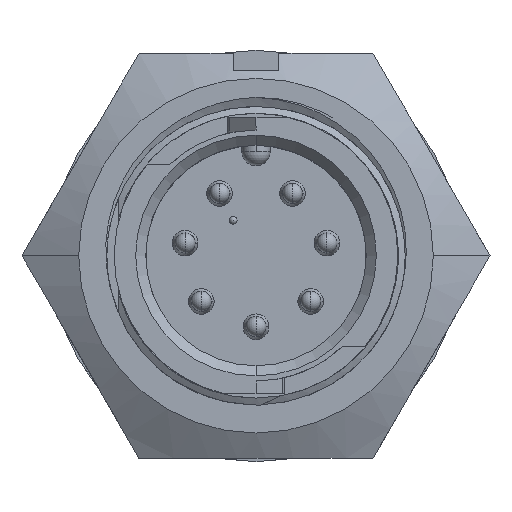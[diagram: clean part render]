
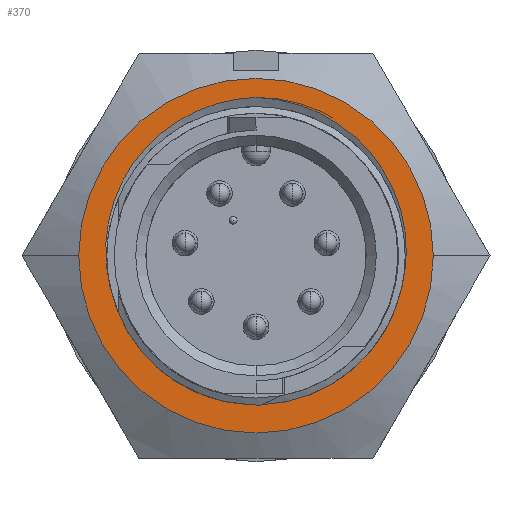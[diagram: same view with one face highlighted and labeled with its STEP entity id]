
A CAD part, top view. The second image highlights one B-rep face of the part: STEP entity #370.
In plain terms, the highlighted planar face has unit normal (0, 0, 1).
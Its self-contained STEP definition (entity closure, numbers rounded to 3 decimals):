
#40 = CARTESIAN_POINT ( 'NONE',  ( 0.277, -7.475, -4.648 ) ) ;
#177 = VECTOR ( 'NONE', #2533, 1000. ) ;
#207 = VERTEX_POINT ( 'NONE', #4438 ) ;
#361 = AXIS2_PLACEMENT_3D ( 'NONE', #9818, #4688, #10582 ) ;
#370 = ADVANCED_FACE ( 'NONE', ( #7805, #5802 ), #11878, .F. ) ;
#432 = VERTEX_POINT ( 'NONE', #1784 ) ;
#477 = CIRCLE ( 'NONE', #6469, 7.48 ) ;
#542 = CARTESIAN_POINT ( 'NONE',  ( 0.286, 7.929, -4.648 ) ) ;
#645 = CARTESIAN_POINT ( 'NONE',  ( 0., 0., -4.648 ) ) ;
#689 = EDGE_CURVE ( 'NONE', #10691, #9003, #477, .T. ) ;
#731 = CARTESIAN_POINT ( 'NONE',  ( -7.45, -0.91, -4.648 ) ) ;
#934 = CARTESIAN_POINT ( 'NONE',  ( 0.232, -7.496, -4.648 ) ) ;
#1019 = ORIENTED_EDGE ( 'NONE', *, *, #1750, .F. ) ;
#1138 = DIRECTION ( 'NONE',  ( -1., 0., 0. ) ) ;
#1258 = B_SPLINE_CURVE_WITH_KNOTS ( 'NONE', 3,
 ( #9805, #12565, #731, #8574, #9615, #8834, #8637, #5664, #11798, #9544, #10573, #3833, #4808, #11599, #10635, #7858, #3766, #7730, #6700, #3699 ),
 .UNSPECIFIED., .F., .F.,
 ( 4, 2, 2, 2, 2, 2, 2, 2, 2, 4 ),
 ( 0., 0.001, 0.002, 0.003, 0.005, 0.007, 0.009, 0.01, 0.012, 0.014 ),
 .UNSPECIFIED. ) ;
#1315 = CARTESIAN_POINT ( 'NONE',  ( 8.89, 0., -4.648 ) ) ;
#1330 = CARTESIAN_POINT ( 'NONE',  ( 0., 7.938, -4.648 ) ) ;
#1374 = CARTESIAN_POINT ( 'NONE',  ( -5.804, -10.294, -4.648 ) ) ;
#1558 = VERTEX_POINT ( 'NONE', #40 ) ;
#1583 = CARTESIAN_POINT ( 'NONE',  ( 5.55, 5.413, -4.648 ) ) ;
#1737 = EDGE_CURVE ( 'NONE', #7109, #207, #5135, .T. ) ;
#1750 = EDGE_CURVE ( 'NONE', #2123, #1558, #8364, .T. ) ;
#1784 = CARTESIAN_POINT ( 'NONE',  ( 0., 7.938, -4.648 ) ) ;
#1797 = ORIENTED_EDGE ( 'NONE', *, *, #10327, .T. ) ;
#2123 = VERTEX_POINT ( 'NONE', #5808 ) ;
#2426 = CARTESIAN_POINT ( 'NONE',  ( 2.242, 7.558, -4.648 ) ) ;
#2486 = CARTESIAN_POINT ( 'NONE',  ( 7.334, -1.47, -4.648 ) ) ;
#2533 = DIRECTION ( 'NONE',  ( 0.907, 0.421, 0. ) ) ;
#2613 = CARTESIAN_POINT ( 'NONE',  ( 6.557, 4.028, -4.648 ) ) ;
#3124 = CIRCLE ( 'NONE', #3333, 8.89 ) ;
#3202 = CARTESIAN_POINT ( 'NONE',  ( 0., 0., -4.648 ) ) ;
#3289 = CARTESIAN_POINT ( 'NONE',  ( -0.332, -7.473, -4.648 ) ) ;
#3333 = AXIS2_PLACEMENT_3D ( 'NONE', #11097, #9099, #1138 ) ;
#3453 = CARTESIAN_POINT ( 'NONE',  ( 7.537, 0.781, -4.648 ) ) ;
#3471 = AXIS2_PLACEMENT_3D ( 'NONE', #645, #3492, #11390 ) ;
#3492 = DIRECTION ( 'NONE',  ( 0., 0., -1. ) ) ;
#3510 = CARTESIAN_POINT ( 'NONE',  ( 7.466, -0.913, -4.648 ) ) ;
#3699 = CARTESIAN_POINT ( 'NONE',  ( 0., 7.938, -4.648 ) ) ;
#3766 = CARTESIAN_POINT ( 'NONE',  ( -2.248, 7.557, -4.648 ) ) ;
#3820 = EDGE_CURVE ( 'NONE', #207, #7109, #3124, .T. ) ;
#3833 = CARTESIAN_POINT ( 'NONE',  ( -5.552, 5.41, -4.648 ) ) ;
#4073 = B_SPLINE_CURVE_WITH_KNOTS ( 'NONE', 3,
 ( #7604, #5857, #10638, #934 ),
 .UNSPECIFIED., .F., .F.,
 ( 4, 4 ),
 ( 0.009, 0.01 ),
 .UNSPECIFIED. ) ;
#4421 = EDGE_CURVE ( 'NONE', #1558, #5783, #12419, .T. ) ;
#4427 = CARTESIAN_POINT ( 'NONE',  ( 6.255, 4.516, -4.648 ) ) ;
#4438 = CARTESIAN_POINT ( 'NONE',  ( -8.89, 0., -4.648 ) ) ;
#4547 = CARTESIAN_POINT ( 'NONE',  ( 7.047, 2.994, -4.648 ) ) ;
#4688 = DIRECTION ( 'NONE',  ( 0., 0., -1. ) ) ;
#4808 = CARTESIAN_POINT ( 'NONE',  ( -5.156, 5.813, -4.648 ) ) ;
#4922 = ORIENTED_EDGE ( 'NONE', *, *, #1737, .F. ) ;
#4998 = ORIENTED_EDGE ( 'NONE', *, *, #10133, .T. ) ;
#5135 = CIRCLE ( 'NONE', #3471, 8.89 ) ;
#5209 = DIRECTION ( 'NONE',  ( 0., 0., 1. ) ) ;
#5664 = CARTESIAN_POINT ( 'NONE',  ( -7.225, 2.475, -4.648 ) ) ;
#5783 = VERTEX_POINT ( 'NONE', #5899 ) ;
#5802 = FACE_BOUND ( 'NONE', #6969, .T. ) ;
#5808 = CARTESIAN_POINT ( 'NONE',  ( 0.232, -7.496, -4.648 ) ) ;
#5857 = CARTESIAN_POINT ( 'NONE',  ( -0.144, -7.488, -4.648 ) ) ;
#5899 = CARTESIAN_POINT ( 'NONE',  ( 7.334, -1.47, -4.648 ) ) ;
#6380 = CARTESIAN_POINT ( 'NONE',  ( 4.269, 6.536, -4.648 ) ) ;
#6469 = AXIS2_PLACEMENT_3D ( 'NONE', #3202, #5209, #10193 ) ;
#6700 = CARTESIAN_POINT ( 'NONE',  ( -0.572, 7.92, -4.648 ) ) ;
#6705 = DIRECTION ( 'NONE',  ( 1., 0., 0. ) ) ;
#6710 = EDGE_CURVE ( 'NONE', #9003, #2123, #4073, .T. ) ;
#6969 = EDGE_LOOP ( 'NONE', ( #7641, #12622, #1797, #4998, #12146, #1019 ) ) ;
#7109 = VERTEX_POINT ( 'NONE', #1315 ) ;
#7288 = CARTESIAN_POINT ( 'NONE',  ( 0.57, 7.904, -4.648 ) ) ;
#7355 = CARTESIAN_POINT ( 'NONE',  ( 1.136, 7.824, -4.648 ) ) ;
#7412 = CARTESIAN_POINT ( 'NONE',  ( 1.417, 7.769, -4.648 ) ) ;
#7539 = CARTESIAN_POINT ( 'NONE',  ( 2.774, 7.36, -4.648 ) ) ;
#7604 = CARTESIAN_POINT ( 'NONE',  ( -0.332, -7.473, -4.648 ) ) ;
#7606 = CARTESIAN_POINT ( 'NONE',  ( 0., 0., -4.648 ) ) ;
#7641 = ORIENTED_EDGE ( 'NONE', *, *, #6710, .F. ) ;
#7730 = CARTESIAN_POINT ( 'NONE',  ( -1.142, 7.839, -4.648 ) ) ;
#7805 = FACE_OUTER_BOUND ( 'NONE', #12572, .T. ) ;
#7858 = CARTESIAN_POINT ( 'NONE',  ( -2.787, 7.354, -4.648 ) ) ;
#8364 = LINE ( 'NONE', #1374, #177 ) ;
#8385 = CARTESIAN_POINT ( 'NONE',  ( 7.23, 2.457, -4.648 ) ) ;
#8574 = CARTESIAN_POINT ( 'NONE',  ( -7.517, -0.343, -4.648 ) ) ;
#8637 = CARTESIAN_POINT ( 'NONE',  ( -7.475, 1.358, -4.648 ) ) ;
#8834 = CARTESIAN_POINT ( 'NONE',  ( -7.536, 0.794, -4.648 ) ) ;
#9003 = VERTEX_POINT ( 'NONE', #3289 ) ;
#9016 = ORIENTED_EDGE ( 'NONE', *, *, #3820, .F. ) ;
#9099 = DIRECTION ( 'NONE',  ( 0., 0., -1. ) ) ;
#9355 = CARTESIAN_POINT ( 'NONE',  ( 5.145, 5.822, -4.648 ) ) ;
#9544 = CARTESIAN_POINT ( 'NONE',  ( -6.555, 4.03, -4.648 ) ) ;
#9615 = CARTESIAN_POINT ( 'NONE',  ( -7.534, -0.057, -4.648 ) ) ;
#9805 = CARTESIAN_POINT ( 'NONE',  ( -7.334, -1.47, -4.648 ) ) ;
#9818 = CARTESIAN_POINT ( 'NONE',  ( -5.866, -10.16, -4.648 ) ) ;
#10133 = EDGE_CURVE ( 'NONE', #432, #5783, #10518, .T. ) ;
#10162 = AXIS2_PLACEMENT_3D ( 'NONE', #7606, #10515, #6705 ) ;
#10193 = DIRECTION ( 'NONE',  ( 1., 0., 0. ) ) ;
#10303 = CARTESIAN_POINT ( 'NONE',  ( -7.334, -1.47, -4.648 ) ) ;
#10327 = EDGE_CURVE ( 'NONE', #10691, #432, #1258, .T. ) ;
#10448 = CARTESIAN_POINT ( 'NONE',  ( 3.795, 6.845, -4.648 ) ) ;
#10515 = DIRECTION ( 'NONE',  ( 0., 0., 1. ) ) ;
#10518 = B_SPLINE_CURVE_WITH_KNOTS ( 'NONE', 3,
 ( #1330, #542, #7288, #7355, #7412, #2426, #7539, #10448, #6380, #9355, #1583, #4427, #2613, #4547, #8385, #12319, #3453, #11347, #3510, #2486 ),
 .UNSPECIFIED., .F., .F.,
 ( 4, 2, 2, 2, 2, 2, 2, 2, 2, 4 ),
 ( 0., 0.001, 0.002, 0.003, 0.005, 0.007, 0.009, 0.01, 0.012, 0.014 ),
 .UNSPECIFIED. ) ;
#10573 = CARTESIAN_POINT ( 'NONE',  ( -6.251, 4.521, -4.648 ) ) ;
#10582 = DIRECTION ( 'NONE',  ( -1., 0., 0. ) ) ;
#10635 = CARTESIAN_POINT ( 'NONE',  ( -3.795, 6.844, -4.648 ) ) ;
#10638 = CARTESIAN_POINT ( 'NONE',  ( 0.044, -7.495, -4.648 ) ) ;
#10691 = VERTEX_POINT ( 'NONE', #10303 ) ;
#11097 = CARTESIAN_POINT ( 'NONE',  ( 0., 0., -4.648 ) ) ;
#11347 = CARTESIAN_POINT ( 'NONE',  ( 7.532, -0.351, -4.648 ) ) ;
#11390 = DIRECTION ( 'NONE',  ( -1., 0., 0. ) ) ;
#11599 = CARTESIAN_POINT ( 'NONE',  ( -4.27, 6.536, -4.648 ) ) ;
#11798 = CARTESIAN_POINT ( 'NONE',  ( -7.04, 3.009, -4.648 ) ) ;
#11878 = PLANE ( 'NONE',  #361 ) ;
#12146 = ORIENTED_EDGE ( 'NONE', *, *, #4421, .F. ) ;
#12319 = CARTESIAN_POINT ( 'NONE',  ( 7.475, 1.355, -4.648 ) ) ;
#12419 = CIRCLE ( 'NONE', #10162, 7.48 ) ;
#12565 = CARTESIAN_POINT ( 'NONE',  ( -7.4, -1.192, -4.648 ) ) ;
#12572 = EDGE_LOOP ( 'NONE', ( #9016, #4922 ) ) ;
#12622 = ORIENTED_EDGE ( 'NONE', *, *, #689, .F. ) ;
